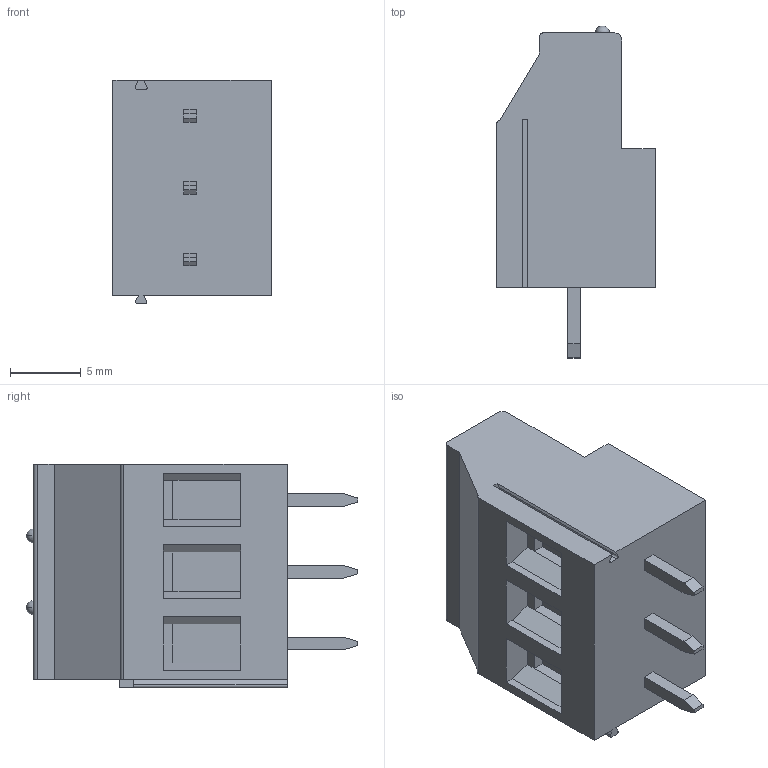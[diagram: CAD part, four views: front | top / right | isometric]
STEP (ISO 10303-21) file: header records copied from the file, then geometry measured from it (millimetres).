
FILE_DESCRIPTION((''),'2;1');
FILE_NAME('PRT0050','2024-11-06T',('yanfa'),(''),'PRO/ENGINEER BY PARAMETRIC TECHNOLOGY CORPORATION, 2009280','PRO/ENGINEER BY PARAMETRIC TECHNOLOGY CORPORATION, 2009280','');
FILE_SCHEMA(('AUTOMOTIVE_DESIGN_CC2 { 1 2 10303 214 -1 1 5 2 }'));
Length unit declared in the file: millimetre
Products named in the file (1): PRT0050
Bounding box: 11.2 x 23.5 x 15.84 mm (x, y, z)
Volume: 2375.7 mm3; surface area: 1561.9 mm2
Topology: 1 solids, 1 shells, 126 faces, 337 edges, 220 vertices
Faces by surface type: plane 97, cylinder 19, torus 6, sphere 4
Entity records: 3988 total; most frequent: CARTESIAN_POINT 781, ORIENTED_EDGE 666, DIRECTION 637, EDGE_CURVE 333, VECTOR 257, LINE 257, VERTEX_POINT 220, AXIS2_PLACEMENT_3D 190
